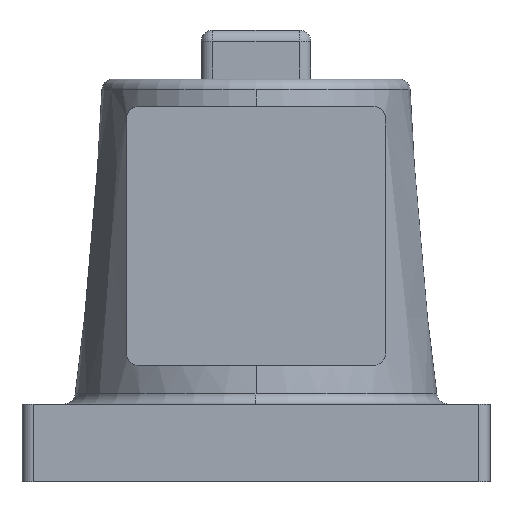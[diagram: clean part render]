
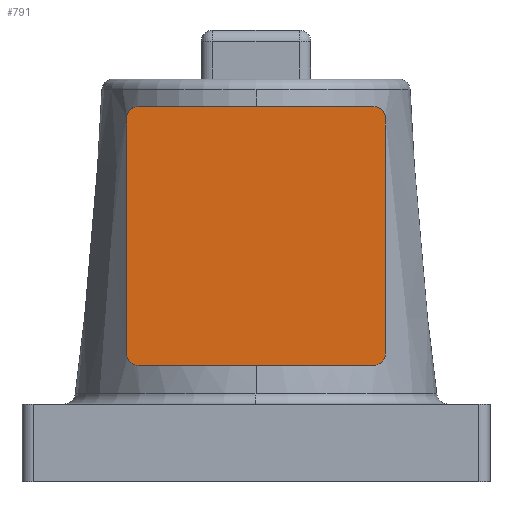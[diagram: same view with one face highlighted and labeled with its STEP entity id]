
A CAD part, left-side view. The second image highlights one B-rep face of the part: STEP entity #791.
In plain terms, the highlighted planar face has unit normal (-1, 0, 0).
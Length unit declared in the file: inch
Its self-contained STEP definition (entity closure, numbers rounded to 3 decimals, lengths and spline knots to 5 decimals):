
#34 = EDGE_CURVE ( 'NONE', #181, #180, #856, .T. ) ;
#50 = DIRECTION ( 'NONE',  ( 0., 0., -1. ) ) ;
#79 = CARTESIAN_POINT ( 'NONE',  ( -2.75, -1.415, 1.275 ) ) ;
#175 = VERTEX_POINT ( 'NONE', #1116 ) ;
#176 = VERTEX_POINT ( 'NONE', #1113 ) ;
#177 = VERTEX_POINT ( 'NONE', #1117 ) ;
#178 = VERTEX_POINT ( 'NONE', #1118 ) ;
#179 = VERTEX_POINT ( 'NONE', #1119 ) ;
#180 = VERTEX_POINT ( 'NONE', #1108 ) ;
#181 = VERTEX_POINT ( 'NONE', #1120 ) ;
#182 = VERTEX_POINT ( 'NONE', #1121 ) ;
#298 = EDGE_CURVE ( 'NONE', #177, #176, #906, .T. ) ;
#300 = EDGE_CURVE ( 'NONE', #175, #182, #909, .T. ) ;
#316 = EDGE_CURVE ( 'NONE', #179, #178, #928, .T. ) ;
#321 = EDGE_CURVE ( 'NONE', #175, #180, #941, .T. ) ;
#322 = EDGE_CURVE ( 'NONE', #181, #178, #942, .T. ) ;
#323 = EDGE_CURVE ( 'NONE', #177, #182, #944, .T. ) ;
#324 = EDGE_CURVE ( 'NONE', #179, #176, #946, .T. ) ;
#440 = EDGE_LOOP ( 'NONE', ( #639, #640, #641, #642, #643, #644, #645, #646 ) ) ;
#639 = ORIENTED_EDGE ( 'NONE', *, *, #300, .F. ) ;
#640 = ORIENTED_EDGE ( 'NONE', *, *, #321, .T. ) ;
#641 = ORIENTED_EDGE ( 'NONE', *, *, #34, .F. ) ;
#642 = ORIENTED_EDGE ( 'NONE', *, *, #322, .T. ) ;
#643 = ORIENTED_EDGE ( 'NONE', *, *, #316, .F. ) ;
#644 = ORIENTED_EDGE ( 'NONE', *, *, #324, .T. ) ;
#645 = ORIENTED_EDGE ( 'NONE', *, *, #298, .F. ) ;
#646 = ORIENTED_EDGE ( 'NONE', *, *, #323, .T. ) ;
#791 = ADVANCED_FACE ( 'NONE', ( #1071 ), #1745, .T. ) ;
#846 = VECTOR ( 'NONE', #50, 39.37008 ) ;
#856 = LINE ( 'NONE', #79, #846 ) ;
#906 = LINE ( 'NONE', #1287, #907 ) ;
#907 = VECTOR ( 'NONE', #1288, 39.37008 ) ;
#909 = LINE ( 'NONE', #1292, #910 ) ;
#910 = VECTOR ( 'NONE', #1293, 39.37008 ) ;
#928 = LINE ( 'NONE', #1359, #931 ) ;
#931 = VECTOR ( 'NONE', #1362, 39.37008 ) ;
#941 = CIRCLE ( 'NONE', #1851, 0.125 ) ;
#942 = CIRCLE ( 'NONE', #1853, 0.125 ) ;
#944 = CIRCLE ( 'NONE', #1852, 0.125 ) ;
#946 = CIRCLE ( 'NONE', #1854, 0.125 ) ;
#1071 = FACE_OUTER_BOUND ( 'NONE', #440, .T. ) ;
#1108 = CARTESIAN_POINT ( 'NONE',  ( -2.75, -1.415, 1.4 ) ) ;
#1113 = CARTESIAN_POINT ( 'NONE',  ( -2.75, 1.415, 3.98 ) ) ;
#1116 = CARTESIAN_POINT ( 'NONE',  ( -2.75, -1.29, 1.275 ) ) ;
#1117 = CARTESIAN_POINT ( 'NONE',  ( -2.75, 1.415, 1.4 ) ) ;
#1118 = CARTESIAN_POINT ( 'NONE',  ( -2.75, -1.29, 4.105 ) ) ;
#1119 = CARTESIAN_POINT ( 'NONE',  ( -2.75, 1.29, 4.105 ) ) ;
#1120 = CARTESIAN_POINT ( 'NONE',  ( -2.75, -1.415, 3.98 ) ) ;
#1121 = CARTESIAN_POINT ( 'NONE',  ( -2.75, 1.29, 1.275 ) ) ;
#1287 = CARTESIAN_POINT ( 'NONE',  ( -2.75, 1.415, 1.275 ) ) ;
#1288 = DIRECTION ( 'NONE',  ( 0., 0., 1. ) ) ;
#1292 = CARTESIAN_POINT ( 'NONE',  ( -2.75, 1.415, 1.275 ) ) ;
#1293 = DIRECTION ( 'NONE',  ( 0., 1., 0. ) ) ;
#1359 = CARTESIAN_POINT ( 'NONE',  ( -2.75, 1.415, 4.105 ) ) ;
#1361 = CARTESIAN_POINT ( 'NONE',  ( -2.75, -1.29, 1.4 ) ) ;
#1362 = DIRECTION ( 'NONE',  ( 0., -1., 0. ) ) ;
#1371 = CARTESIAN_POINT ( 'NONE',  ( -2.75, 1.29, 1.4 ) ) ;
#1372 = DIRECTION ( 'NONE',  ( -1., 0., 0. ) ) ;
#1373 = DIRECTION ( 'NONE',  ( 0., 0., 1. ) ) ;
#1374 = CARTESIAN_POINT ( 'NONE',  ( -2.75, -1.29, 3.98 ) ) ;
#1375 = CARTESIAN_POINT ( 'NONE',  ( -2.75, 1.29, 3.98 ) ) ;
#1376 = DIRECTION ( 'NONE',  ( -1., 0., 0. ) ) ;
#1377 = DIRECTION ( 'NONE',  ( 0., 0., 1. ) ) ;
#1379 = DIRECTION ( 'NONE',  ( -1., 0., 0. ) ) ;
#1380 = DIRECTION ( 'NONE',  ( 0., 0., 1. ) ) ;
#1381 = DIRECTION ( 'NONE',  ( -1., 0., 0. ) ) ;
#1382 = DIRECTION ( 'NONE',  ( 0., 0., 1. ) ) ;
#1741 = CARTESIAN_POINT ( 'NONE',  ( -2.75, 0., 0. ) ) ;
#1745 = PLANE ( 'NONE',  #1912 ) ;
#1748 = DIRECTION ( 'NONE',  ( -1., 0., 0. ) ) ;
#1749 = DIRECTION ( 'NONE',  ( 0., 0., -1. ) ) ;
#1851 = AXIS2_PLACEMENT_3D ( 'NONE', #1361, #1372, #1373 ) ;
#1852 = AXIS2_PLACEMENT_3D ( 'NONE', #1371, #1379, #1380 ) ;
#1853 = AXIS2_PLACEMENT_3D ( 'NONE', #1374, #1376, #1377 ) ;
#1854 = AXIS2_PLACEMENT_3D ( 'NONE', #1375, #1381, #1382 ) ;
#1912 = AXIS2_PLACEMENT_3D ( 'NONE', #1741, #1748, #1749 ) ;
